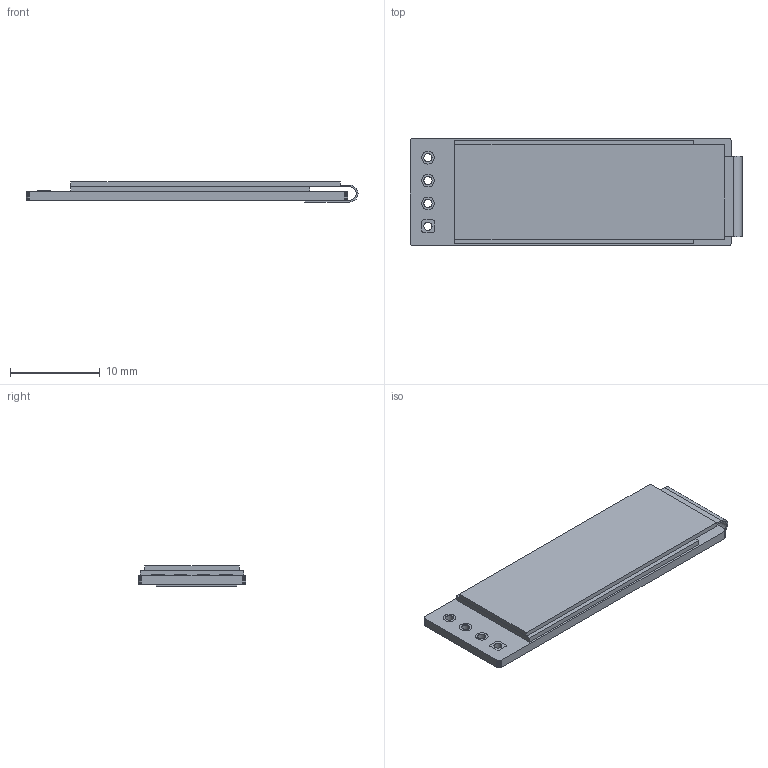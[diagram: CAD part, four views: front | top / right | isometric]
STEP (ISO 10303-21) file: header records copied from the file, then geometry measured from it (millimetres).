
FILE_DESCRIPTION(('FreeCAD Model'),'2;1');
FILE_NAME('Open CASCADE Shape Model','2024-03-12T11:35:19',(''),(''), 'Open CASCADE STEP processor 7.6','FreeCAD','Unknown');
FILE_SCHEMA(('AUTOMOTIVE_DESIGN { 1 0 10303 214 1 1 1 1 }'));
Length unit declared in the file: millimetre
Products named in the file (8): MDOB128032GV_WI; difference (Solid); difference001; LinearExtrude001; RotateExtrude; LinearExtrude; cube001; cube
Assembly tree (7 placements, depth 2):
  MDOB128032GV_WI
    difference (Solid)
    difference001
    LinearExtrude001
    RotateExtrude
    LinearExtrude
    cube001
    cube
Bounding box: 36.95 x 11.99 x 2.25 mm (x, y, z)
Volume: 776 mm3; surface area: 2531.7 mm2
Topology: 10 solids, 10 shells, 95 faces, 225 edges, 150 vertices
Faces by surface type: plane 82, cylinder 13
Full cylindrical faces by diameter (mm): 0.9 x8, 1.4 x3
Entity records: 5920 total; most frequent: CARTESIAN_POINT 994, DIRECTION 896, LINE 623, VECTOR 623, ORIENTED_EDGE 450, PCURVE 450, DEFINITIONAL_REPRESENTATION 450, EDGE_CURVE 225
